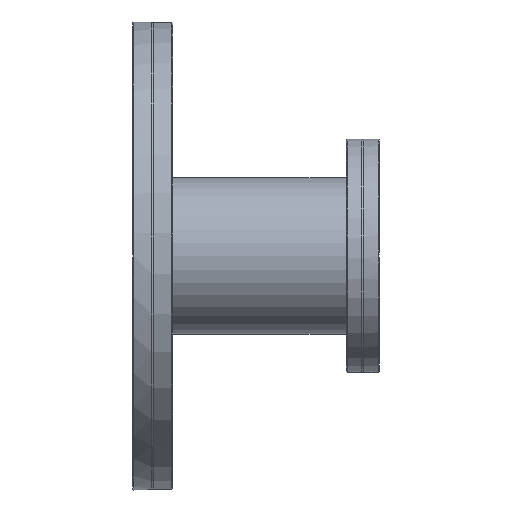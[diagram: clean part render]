
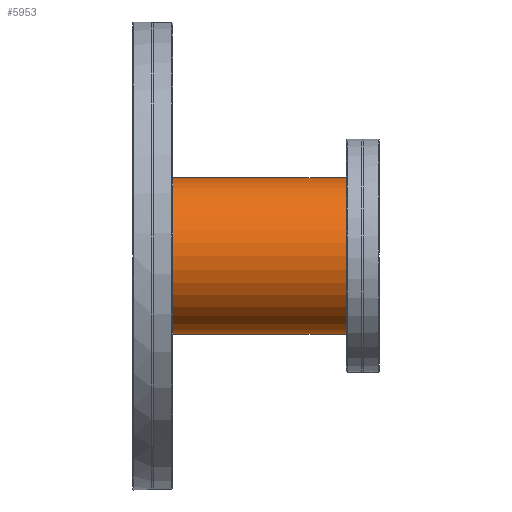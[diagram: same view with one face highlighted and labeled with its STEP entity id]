
A CAD part, left-side view. The second image highlights one B-rep face of the part: STEP entity #5953.
In plain terms, the highlighted cylindrical face has radius 50.8 mm (diameter 101.6 mm), a full revolution.
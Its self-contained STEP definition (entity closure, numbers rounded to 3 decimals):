
#1260=FACE_BOUND('',#2289,.T.);
#1631=FACE_OUTER_BOUND('',#2288,.T.);
#2288=EDGE_LOOP('',(#5498));
#2289=EDGE_LOOP('',(#5499));
#2644=CIRCLE('',#6683,50.8);
#2645=CIRCLE('',#6684,50.8);
#3225=VERTEX_POINT('',#33792);
#3226=VERTEX_POINT('',#33794);
#3984=EDGE_CURVE('',#3225,#3225,#2644,.T.);
#3985=EDGE_CURVE('',#3226,#3226,#2645,.T.);
#5498=ORIENTED_EDGE('',*,*,#3984,.F.);
#5499=ORIENTED_EDGE('',*,*,#3985,.F.);
#5584=CYLINDRICAL_SURFACE('',#6682,50.8);
#5953=ADVANCED_FACE('',(#1631,#1260),#5584,.T.);
#6682=AXIS2_PLACEMENT_3D('',#33791,#8160,#8161);
#6683=AXIS2_PLACEMENT_3D('',#33793,#8162,#8163);
#6684=AXIS2_PLACEMENT_3D('',#33795,#8164,#8165);
#8160=DIRECTION('center_axis',(0.,0.,1.));
#8161=DIRECTION('ref_axis',(-1.,0.,0.));
#8162=DIRECTION('center_axis',(0.,0.,1.));
#8163=DIRECTION('ref_axis',(-1.,0.,0.));
#8164=DIRECTION('center_axis',(0.,0.,-1.));
#8165=DIRECTION('ref_axis',(-1.,0.,0.));
#33791=CARTESIAN_POINT('Origin',(0.,0.,0.));
#33792=CARTESIAN_POINT('',(50.8,0.,147.73));
#33793=CARTESIAN_POINT('Origin',(0.,0.,147.73));
#33794=CARTESIAN_POINT('',(50.8,0.,0.));
#33795=CARTESIAN_POINT('Origin',(0.,0.,0.));
